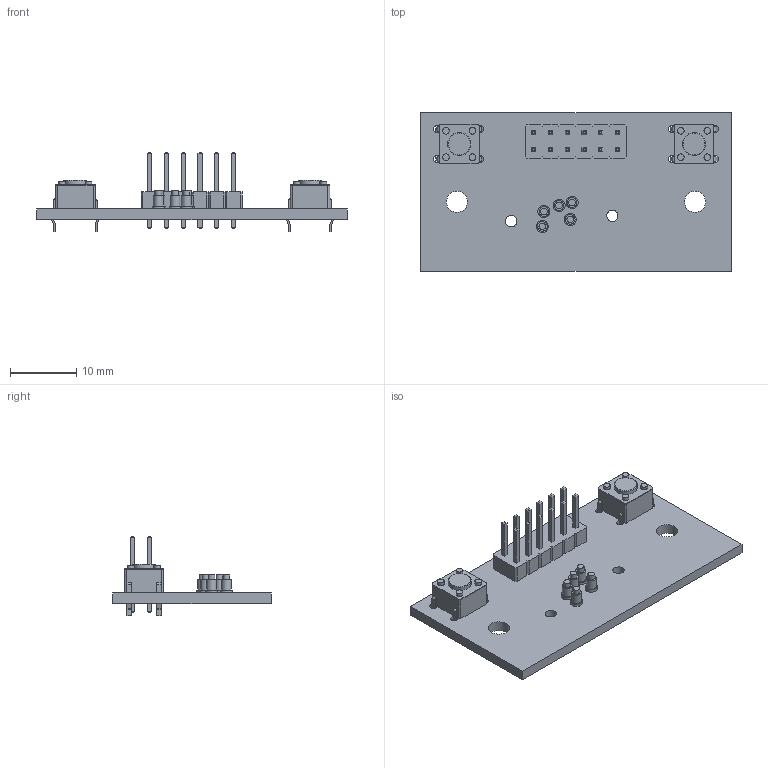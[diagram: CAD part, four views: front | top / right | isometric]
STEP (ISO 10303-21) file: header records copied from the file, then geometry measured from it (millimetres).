
FILE_DESCRIPTION(('KiCad electronic assembly'),'2;1');
FILE_NAME('Programmer_Board.stp','2020-08-01T22:57:01',('An Author'),( 'A Company'),'Open CASCADE STEP processor 6.9', 'KiCad to STEP converter','Unknown');
FILE_SCHEMA(('AUTOMOTIVE_DESIGN { 1 0 10303 214 1 1 1 1 }'));
Length unit declared in the file: millimetre
Products named in the file (8): Open CASCADE STEP translator 6.9 1; Preci-Dip_90174-AS_v2; SOLID; PinHeader_2x06_P2.54mm_Vertical; SW_PUSH_6mm; COMPOUND
Assembly tree (12 placements, depth 3):
  Open CASCADE STEP translator 6.9 1
    Preci-Dip_90174-AS_v2  x5
      SOLID
    PinHeader_2x06_P2.54mm_Vertical
      SOLID
    SW_PUSH_6mm  x2
      SOLID
    COMPOUND
Bounding box: 47 x 24 x 12.04 mm (x, y, z)
Volume: 2287.9 mm3; surface area: 3583.7 mm2
Topology: 9 solids, 9 shells, 531 faces, 1277 edges, 808 vertices
Faces by surface type: plane 408, cylinder 121, torus 2
Full cylindrical faces by diameter (mm): 1 x25, 1.1 x8, 1.48 x5, 1.7 x2, 1.83 x5, 3.2 x2, 3.5 x2
Entity records: 27105 total; most frequent: CARTESIAN_POINT 4562, DIRECTION 3757, LINE 2624, VECTOR 2624, ORIENTED_EDGE 1928, PCURVE 1928, DEFINITIONAL_REPRESENTATION 1928, EDGE_CURVE 964
